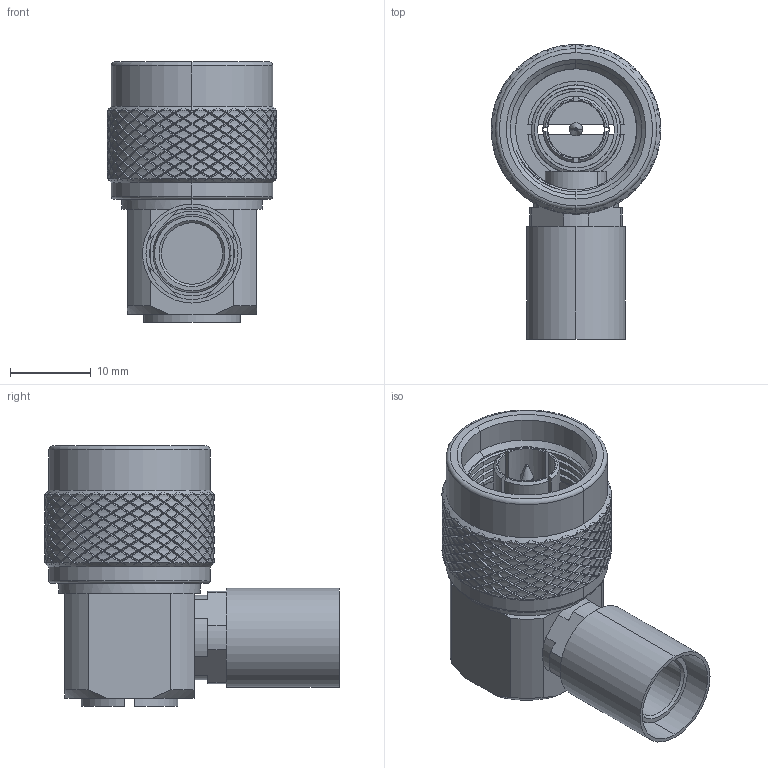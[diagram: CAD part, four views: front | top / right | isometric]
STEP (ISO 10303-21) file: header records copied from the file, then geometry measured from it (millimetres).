
FILE_DESCRIPTION (( 'STEP AP214' ), '1' );
FILE_NAME ('25-105-B3-AN.STEP', '2025-02-27T10:30:26', ( '' ), ( '' ), 'SwSTEP 2.0', 'SolidWorks 2024', '' );
FILE_SCHEMA (( 'AUTOMOTIVE_DESIGN' ));
Length unit declared in the file: millimetre
Products named in the file (1): 25-105-B3-AN
Bounding box: 21 x 36.5 x 32.25 mm (x, y, z)
Surface area: 5688.9 mm2 (no closed solid volume)
Topology: 0 solids, 10 shells, 2251 faces, 4893 edges, 2624 vertices
Faces by surface type: bspline 1682, cylinder 491, plane 41, cone 31, torus 4, sphere 2
Entity records: 112562 total; most frequent: CARTESIAN_POINT 83648, ORIENTED_EDGE 9558, EDGE_CURVE 4893, VERTEX_POINT 2624, EDGE_LOOP 2259, FACE_OUTER_BOUND 2251, ADVANCED_FACE 2251, DIRECTION 1881
